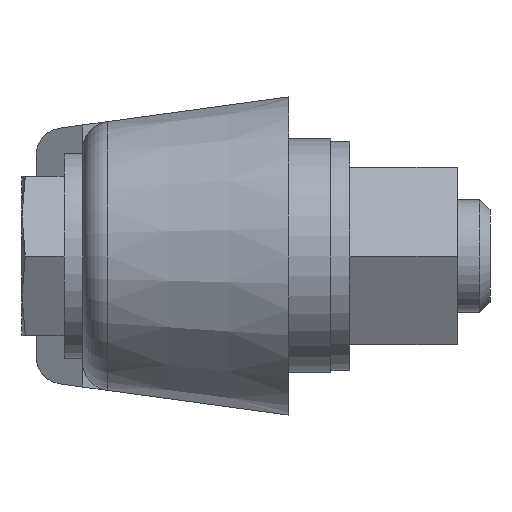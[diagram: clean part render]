
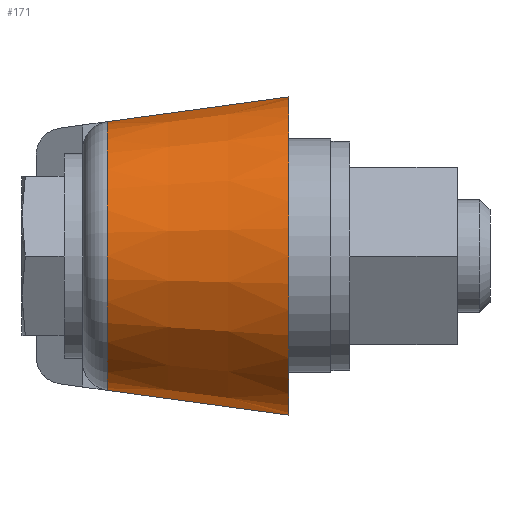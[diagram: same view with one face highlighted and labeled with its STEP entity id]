
A CAD part, front view. The second image highlights one B-rep face of the part: STEP entity #171.
In plain terms, the highlighted conical face has half-angle 7.765 degrees and reference radius 17 mm.
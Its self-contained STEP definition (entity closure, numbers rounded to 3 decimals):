
#171 = ADVANCED_FACE( '', ( #407 ), #408, .T. );
#407 = FACE_OUTER_BOUND( '', #720, .T. );
#408 = CONICAL_SURFACE( '', #721, 17., 0.136 );
#720 = EDGE_LOOP( '', ( #1165, #1166, #1167, #1168 ) );
#721 = AXIS2_PLACEMENT_3D( '', #1169, #1170, #1171 );
#1165 = ORIENTED_EDGE( '', *, *, #1826, .T. );
#1166 = ORIENTED_EDGE( '', *, *, #1827, .F. );
#1167 = ORIENTED_EDGE( '', *, *, #1828, .F. );
#1168 = ORIENTED_EDGE( '', *, *, #1829, .T. );
#1169 = CARTESIAN_POINT( '', ( 0., 0., 0. ) );
#1170 = DIRECTION( '', ( 1., 0., 0. ) );
#1171 = DIRECTION( '', ( 0., 0., -1. ) );
#1826 = EDGE_CURVE( '', #2048, #2194, #2195, .T. );
#1827 = EDGE_CURVE( '', #2196, #2194, #2197, .T. );
#1828 = EDGE_CURVE( '', #2198, #2196, #2199, .T. );
#1829 = EDGE_CURVE( '', #2198, #2048, #2200, .T. );
#2048 = VERTEX_POINT( '', #2500 );
#2194 = VERTEX_POINT( '', #2712 );
#2195 = CIRCLE( '', #2713, 14.354 );
#2196 = VERTEX_POINT( '', #2714 );
#2197 = LINE( '', #2715, #2716 );
#2198 = VERTEX_POINT( '', #2717 );
#2199 = CIRCLE( '', #2718, 17. );
#2200 = LINE( '', #2719, #2720 );
#2500 = CARTESIAN_POINT( '', ( -19.405, 0., 14.354 ) );
#2712 = CARTESIAN_POINT( '', ( -19.405, 0., -14.354 ) );
#2713 = AXIS2_PLACEMENT_3D( '', #3158, #3159, #3160 );
#2714 = CARTESIAN_POINT( '', ( 0., 0., -17. ) );
#2715 = CARTESIAN_POINT( '', ( 0., 0., -17. ) );
#2716 = VECTOR( '', #3161, 1000. );
#2717 = CARTESIAN_POINT( '', ( 0., 0., 17. ) );
#2718 = AXIS2_PLACEMENT_3D( '', #3162, #3163, #3164 );
#2719 = CARTESIAN_POINT( '', ( 0., 0., 17. ) );
#2720 = VECTOR( '', #3165, 1000. );
#3158 = CARTESIAN_POINT( '', ( -19.405, 0., 0. ) );
#3159 = DIRECTION( '', ( 1., 0., 0. ) );
#3160 = DIRECTION( '', ( 0., 0., -1. ) );
#3161 = DIRECTION( '', ( -0.991, 0., 0.135 ) );
#3162 = CARTESIAN_POINT( '', ( 0., 0., 0. ) );
#3163 = DIRECTION( '', ( 1., 0., 0. ) );
#3164 = DIRECTION( '', ( 0., 0., -1. ) );
#3165 = DIRECTION( '', ( -0.991, 0., -0.135 ) );
